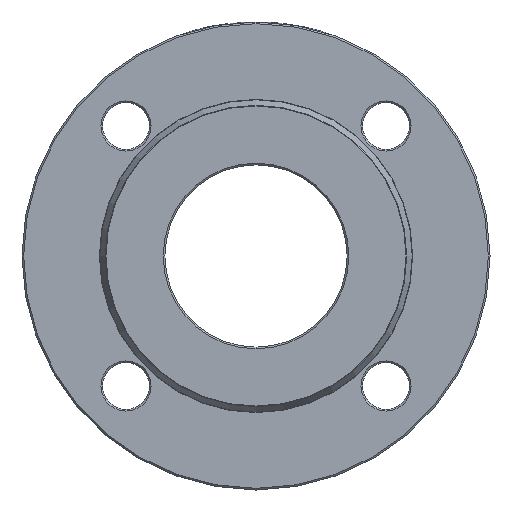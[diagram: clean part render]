
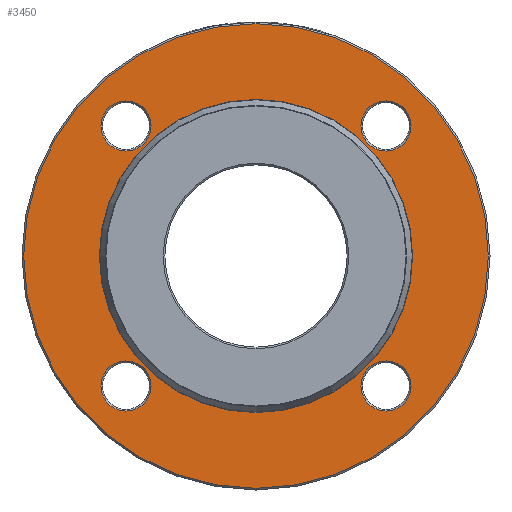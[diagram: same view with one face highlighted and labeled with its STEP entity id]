
A CAD part, left-side view. The second image highlights one B-rep face of the part: STEP entity #3450.
In plain terms, the highlighted planar face has unit normal (-1, 0, 0).
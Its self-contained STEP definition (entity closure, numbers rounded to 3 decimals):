
#41 = ORIENTED_EDGE ( 'NONE', *, *, #1039, .T. ) ;
#53 = FACE_BOUND ( 'NONE', #354, .T. ) ;
#96 = FACE_BOUND ( 'NONE', #668, .T. ) ;
#117 = CIRCLE ( 'NONE', #1900, 7.5 ) ;
#165 = EDGE_CURVE ( 'NONE', #4036, #4036, #1245, .T. ) ;
#241 = VERTEX_POINT ( 'NONE', #4460 ) ;
#253 = CARTESIAN_POINT ( 'NONE',  ( 3., 38.891, 38.891 ) ) ;
#303 = CIRCLE ( 'NONE', #4396, 7.5 ) ;
#354 = EDGE_LOOP ( 'NONE', ( #1910 ) ) ;
#414 = CIRCLE ( 'NONE', #3970, 7.5 ) ;
#485 = FACE_BOUND ( 'NONE', #1614, .T. ) ;
#646 = VERTEX_POINT ( 'NONE', #4133 ) ;
#668 = EDGE_LOOP ( 'NONE', ( #3191 ) ) ;
#779 = DIRECTION ( 'NONE',  ( 1., 0., 0. ) ) ;
#801 = EDGE_LOOP ( 'NONE', ( #4782 ) ) ;
#851 = AXIS2_PLACEMENT_3D ( 'NONE', #1266, #2483, #2053 ) ;
#895 = DIRECTION ( 'NONE',  ( 0., -1., 0. ) ) ;
#1039 = EDGE_CURVE ( 'NONE', #241, #241, #1180, .T. ) ;
#1074 = VERTEX_POINT ( 'NONE', #1146 ) ;
#1123 = VERTEX_POINT ( 'NONE', #4158 ) ;
#1146 = CARTESIAN_POINT ( 'NONE',  ( 3., 0., -69.5 ) ) ;
#1158 = ORIENTED_EDGE ( 'NONE', *, *, #1773, .T. ) ;
#1180 = CIRCLE ( 'NONE', #3497, 7.5 ) ;
#1215 = PLANE ( 'NONE',  #3892 ) ;
#1245 = CIRCLE ( 'NONE', #4051, 46.848 ) ;
#1248 = EDGE_CURVE ( 'NONE', #3596, #3596, #303, .T. ) ;
#1266 = CARTESIAN_POINT ( 'NONE',  ( 3., 0., 0. ) ) ;
#1367 = DIRECTION ( 'NONE',  ( 0., 0., 1. ) ) ;
#1526 = EDGE_LOOP ( 'NONE', ( #4295 ) ) ;
#1596 = FACE_OUTER_BOUND ( 'NONE', #801, .T. ) ;
#1614 = EDGE_LOOP ( 'NONE', ( #1158 ) ) ;
#1688 = DIRECTION ( 'NONE',  ( 1., 0., 0. ) ) ;
#1691 = DIRECTION ( 'NONE',  ( 0., 0., -1. ) ) ;
#1756 = CARTESIAN_POINT ( 'NONE',  ( 3., 38.891, -46.391 ) ) ;
#1771 = DIRECTION ( 'NONE',  ( 1., 0., 0. ) ) ;
#1773 = EDGE_CURVE ( 'NONE', #646, #646, #414, .T. ) ;
#1817 = DIRECTION ( 'NONE',  ( 0., 1., 0. ) ) ;
#1900 = AXIS2_PLACEMENT_3D ( 'NONE', #253, #2204, #1817 ) ;
#1910 = ORIENTED_EDGE ( 'NONE', *, *, #1248, .T. ) ;
#2053 = DIRECTION ( 'NONE',  ( 0., 0., -1. ) ) ;
#2077 = FACE_BOUND ( 'NONE', #1526, .T. ) ;
#2082 = CARTESIAN_POINT ( 'NONE',  ( 3., -38.891, -38.891 ) ) ;
#2204 = DIRECTION ( 'NONE',  ( 1., 0., 0. ) ) ;
#2456 = FACE_BOUND ( 'NONE', #3278, .T. ) ;
#2483 = DIRECTION ( 'NONE',  ( -1., 0., 0. ) ) ;
#2756 = CARTESIAN_POINT ( 'NONE',  ( 3., 46.732, 0. ) ) ;
#2856 = DIRECTION ( 'NONE',  ( 1., 0., 0. ) ) ;
#3187 = CARTESIAN_POINT ( 'NONE',  ( 3., 38.891, -38.891 ) ) ;
#3191 = ORIENTED_EDGE ( 'NONE', *, *, #3570, .T. ) ;
#3278 = EDGE_LOOP ( 'NONE', ( #41 ) ) ;
#3323 = EDGE_CURVE ( 'NONE', #1074, #1074, #4057, .T. ) ;
#3450 = ADVANCED_FACE ( 'NONE', ( #2456, #485, #96, #53, #2077, #1596 ), #1215, .F. ) ;
#3497 = AXIS2_PLACEMENT_3D ( 'NONE', #2082, #2856, #895 ) ;
#3570 = EDGE_CURVE ( 'NONE', #1123, #1123, #117, .T. ) ;
#3587 = DIRECTION ( 'NONE',  ( 1., 0., 0. ) ) ;
#3596 = VERTEX_POINT ( 'NONE', #1756 ) ;
#3677 = CARTESIAN_POINT ( 'NONE',  ( 3., 0., -46.848 ) ) ;
#3782 = CARTESIAN_POINT ( 'NONE',  ( 3., 0., 0. ) ) ;
#3892 = AXIS2_PLACEMENT_3D ( 'NONE', #2756, #3587, #1691 ) ;
#3970 = AXIS2_PLACEMENT_3D ( 'NONE', #4809, #1771, #1367 ) ;
#4036 = VERTEX_POINT ( 'NONE', #3677 ) ;
#4051 = AXIS2_PLACEMENT_3D ( 'NONE', #3782, #779, #4588 ) ;
#4057 = CIRCLE ( 'NONE', #851, 69.5 ) ;
#4133 = CARTESIAN_POINT ( 'NONE',  ( 3., -38.891, 46.391 ) ) ;
#4158 = CARTESIAN_POINT ( 'NONE',  ( 3., 46.391, 38.891 ) ) ;
#4295 = ORIENTED_EDGE ( 'NONE', *, *, #165, .T. ) ;
#4396 = AXIS2_PLACEMENT_3D ( 'NONE', #3187, #1688, #4722 ) ;
#4460 = CARTESIAN_POINT ( 'NONE',  ( 3., -46.391, -38.891 ) ) ;
#4588 = DIRECTION ( 'NONE',  ( 0., 0., -1. ) ) ;
#4722 = DIRECTION ( 'NONE',  ( 0., 0., -1. ) ) ;
#4782 = ORIENTED_EDGE ( 'NONE', *, *, #3323, .T. ) ;
#4809 = CARTESIAN_POINT ( 'NONE',  ( 3., -38.891, 38.891 ) ) ;
